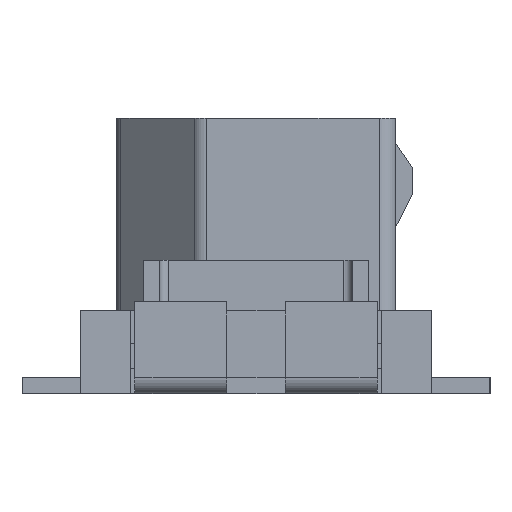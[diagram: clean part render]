
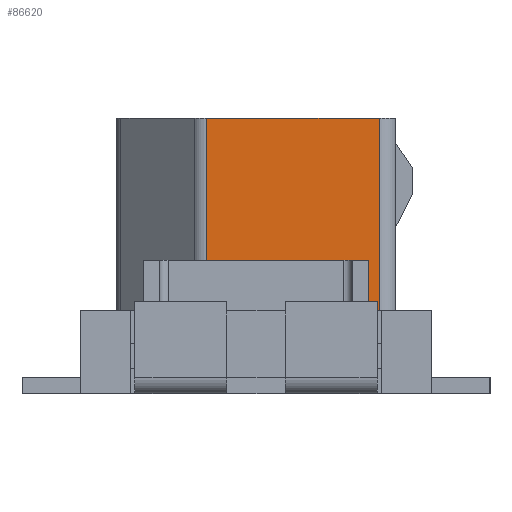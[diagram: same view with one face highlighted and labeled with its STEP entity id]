
A CAD part, left-side view. The second image highlights one B-rep face of the part: STEP entity #86620.
In plain terms, the highlighted planar face has unit normal (-1, 0, 0).
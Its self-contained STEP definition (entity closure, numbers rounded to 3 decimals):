
#82050=CARTESIAN_POINT('',(19.202,30.693,0.));
#82060=VERTEX_POINT('',#82050);
#82220=CARTESIAN_POINT('',(19.202,30.693,-2.3));
#82230=VERTEX_POINT('',#82220);
#82260=CARTESIAN_POINT('',(19.202,30.693,0.115));
#82270=DIRECTION('',(0.,0.,-1.));
#82280=VECTOR('',#82270,1.);
#82290=LINE('',#82260,#82280);
#82300=EDGE_CURVE('',#82060,#82230,#82290,.T.);
#86320=CARTESIAN_POINT('',(19.202,30.59,-2.415));
#86330=DIRECTION('',(1.,0.,0.));
#86340=DIRECTION('',(0.,0.,-1.));
#86350=AXIS2_PLACEMENT_3D('',#86320,#86330,#86340);
#86360=PLANE('',#86350);
#86370=CARTESIAN_POINT('',(19.202,0.,-2.3));
#86380=DIRECTION('',(0.,-1.,0.));
#86390=VECTOR('',#86380,1.);
#86400=LINE('',#86370,#86390);
#86410=CARTESIAN_POINT('',(19.202,32.76,-2.3));
#86420=VERTEX_POINT('',#86410);
#86430=EDGE_CURVE('',#86420,#82230,#86400,.T.);
#86440=ORIENTED_EDGE('',*,*,#86430,.T.);
#86450=CARTESIAN_POINT('',(19.202,32.76,-2.415));
#86460=DIRECTION('',(0.,0.,1.));
#86470=VECTOR('',#86460,1.);
#86480=LINE('',#86450,#86470);
#86490=CARTESIAN_POINT('',(19.202,32.76,0.));
#86500=VERTEX_POINT('',#86490);
#86510=EDGE_CURVE('',#86420,#86500,#86480,.T.);
#86520=ORIENTED_EDGE('',*,*,#86510,.F.);
#86530=CARTESIAN_POINT('',(19.202,0.,0.));
#86540=DIRECTION('',(0.,-1.,0.));
#86550=VECTOR('',#86540,1.);
#86560=LINE('',#86530,#86550);
#86570=EDGE_CURVE('',#86500,#82060,#86560,.T.);
#86580=ORIENTED_EDGE('',*,*,#86570,.F.);
#86590=ORIENTED_EDGE('',*,*,#82300,.F.);
#86600=EDGE_LOOP('',(#86590,#86580,#86520,#86440));
#86610=FACE_OUTER_BOUND('',#86600,.T.);
#86620=ADVANCED_FACE('',(#86610),#86360,.F.);
